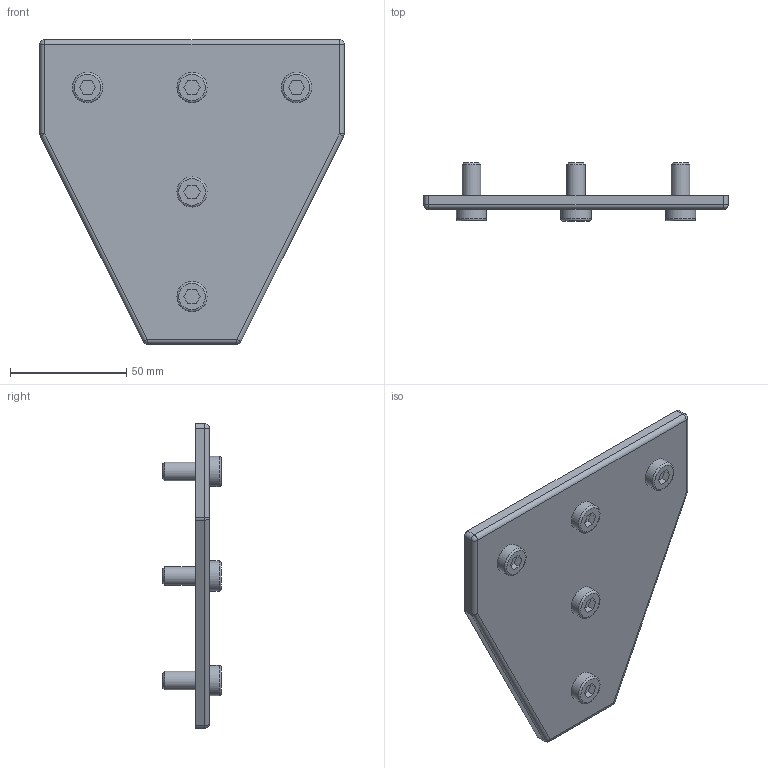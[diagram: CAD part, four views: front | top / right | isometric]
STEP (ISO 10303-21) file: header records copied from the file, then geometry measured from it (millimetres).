
FILE_DESCRIPTION(/* description */ (''),/* implementation_level */ '2;1');
FILE_NAME(/* name */ '41-170-1.step',/* time_stamp */ '2022-08-17T13:14:02-04:00',/* author */ (''),/* organization */ (''),/* preprocessor_version */ 'ST-DEVELOPER v19',/* originating_system */ 'Autodesk Translation Framework v11.7.0.108',/* authorisation */ '');
FILE_SCHEMA (('AUTOMOTIVE_DESIGN { 1 0 10303 214 3 1 1 }'));
Length unit declared in the file: millimetre
Products named in the file (1): (Unsaved)
Bounding box: 131 x 25 x 131 mm (x, y, z)
Volume: 84172.8 mm3; surface area: 33798.3 mm2
Topology: 6 solids, 6 shells, 101 faces, 220 edges, 135 vertices
Faces by surface type: plane 58, cylinder 27, sphere 6, cone 5, torus 5
Full cylindrical faces by diameter (mm): 8 x5, 9 x5, 13 x5
Entity records: 2753 total; most frequent: DIRECTION 492, CARTESIAN_POINT 451, ORIENTED_EDGE 428, EDGE_CURVE 214, AXIS2_PLACEMENT_3D 176, LINE 140, VECTOR 140, VERTEX_POINT 135
